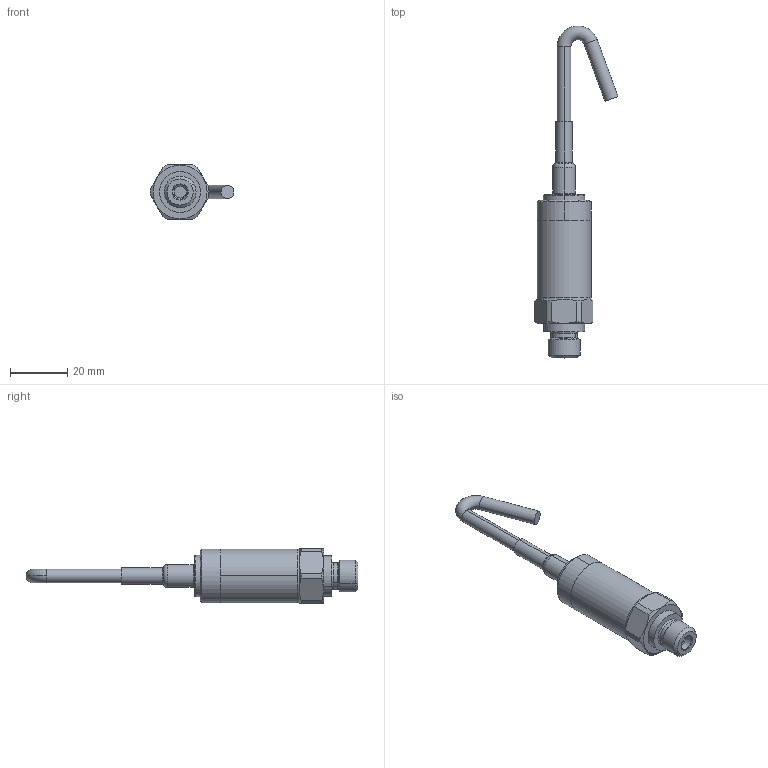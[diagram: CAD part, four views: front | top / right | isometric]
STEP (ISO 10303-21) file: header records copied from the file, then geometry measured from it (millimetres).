
FILE_DESCRIPTION (( 'STEP AP214' ), '1' );
FILE_NAME ('825X.XX.XX.42.08.STEP', '2019-08-09T10:52:07', ( '' ), ( '' ), 'SwSTEP 2.0', 'SolidWorks 2016', '' );
FILE_SCHEMA (( 'AUTOMOTIVE_DESIGN' ));
Length unit declared in the file: millimetre
Products named in the file (4): C27208_42_C27208; 825X.XX.XX.42.08; C21542_defeatured; Kabel_08
Assembly tree (3 placements, depth 2):
  825X.XX.XX.42.08
    C21542_defeatured
    C27208_42_C27208
    Kabel_08
Bounding box: 29.28 x 115.77 x 19 mm (x, y, z)
Volume: 16510.6 mm3; surface area: 6761.5 mm2
Topology: 3 solids, 3 shells, 104 faces, 220 edges, 136 vertices
Faces by surface type: cylinder 47, plane 27, cone 18, torus 12
Entity records: 3102 total; most frequent: CARTESIAN_POINT 584, DIRECTION 552, ORIENTED_EDGE 440, AXIS2_PLACEMENT_3D 240, EDGE_CURVE 220, VERTEX_POINT 136, CIRCLE 130, EDGE_LOOP 120
